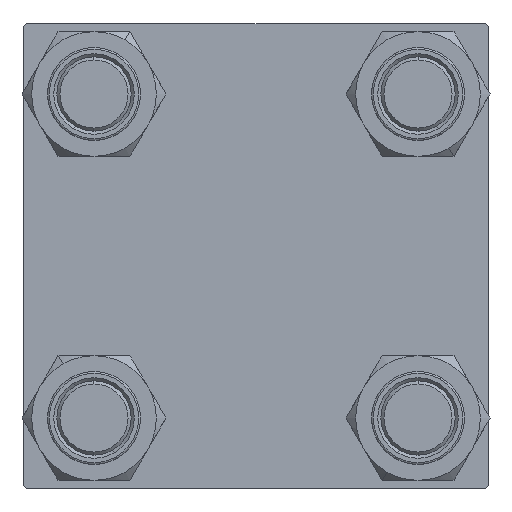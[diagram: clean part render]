
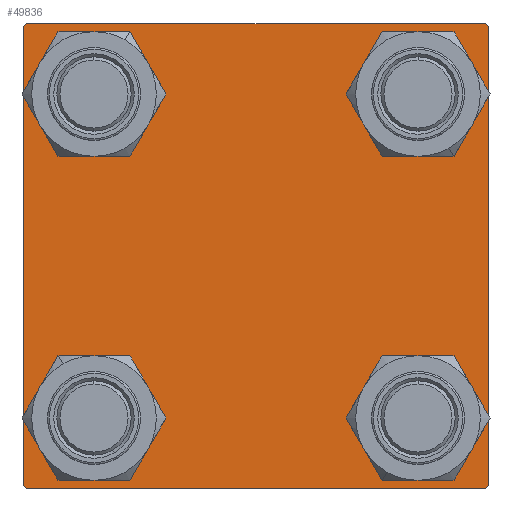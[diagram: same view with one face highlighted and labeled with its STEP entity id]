
A CAD part, left-side view. The second image highlights one B-rep face of the part: STEP entity #49836.
In plain terms, the highlighted planar face has unit normal (-1, 0, 0).
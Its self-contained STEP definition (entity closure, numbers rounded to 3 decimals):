
#271 = ORIENTED_EDGE ( 'NONE', *, *, #24939, .T. ) ;
#454 = DIRECTION ( 'NONE',  ( 0., -0.707, -0.707 ) ) ;
#779 = CARTESIAN_POINT ( 'NONE',  ( 0., -26.15, 19.65 ) ) ;
#962 = CARTESIAN_POINT ( 'NONE',  ( 0., 37.5, -37.5 ) ) ;
#1135 = VERTEX_POINT ( 'NONE', #779 ) ;
#1484 = EDGE_LOOP ( 'NONE', ( #44724, #33435, #23421, #16715, #26775, #32317, #23478, #24366 ) ) ;
#1491 = ORIENTED_EDGE ( 'NONE', *, *, #20842, .T. ) ;
#2133 = VERTEX_POINT ( 'NONE', #42041 ) ;
#2251 = EDGE_CURVE ( 'NONE', #39908, #48070, #18434, .T. ) ;
#2385 = CARTESIAN_POINT ( 'NONE',  ( 0., -37.5, 37. ) ) ;
#2945 = VECTOR ( 'NONE', #5814, 1000. ) ;
#3018 = FACE_BOUND ( 'NONE', #29856, .T. ) ;
#3131 = VECTOR ( 'NONE', #48160, 1000. ) ;
#3268 = CARTESIAN_POINT ( 'NONE',  ( 0., 0., 0. ) ) ;
#3272 = CARTESIAN_POINT ( 'NONE',  ( 0., 37.5, 37.5 ) ) ;
#3700 = EDGE_CURVE ( 'NONE', #32157, #34984, #45893, .T. ) ;
#3737 = CIRCLE ( 'NONE', #6216, 6.5 ) ;
#4056 = DIRECTION ( 'NONE',  ( 0., 0., 1. ) ) ;
#4310 = EDGE_LOOP ( 'NONE', ( #271, #27592 ) ) ;
#4468 = VECTOR ( 'NONE', #40120, 1000. ) ;
#5007 = DIRECTION ( 'NONE',  ( 0., -1., 0. ) ) ;
#5353 = DIRECTION ( 'NONE',  ( 0., 0., 1. ) ) ;
#5814 = DIRECTION ( 'NONE',  ( 0., 0.707, -0.707 ) ) ;
#6216 = AXIS2_PLACEMENT_3D ( 'NONE', #38764, #23264, #16159 ) ;
#7049 = CARTESIAN_POINT ( 'NONE',  ( 0., -26.15, 26.15 ) ) ;
#7107 = CARTESIAN_POINT ( 'NONE',  ( 0., -26.15, -32.65 ) ) ;
#7328 = DIRECTION ( 'NONE',  ( 0., 0., 1. ) ) ;
#7463 = EDGE_CURVE ( 'NONE', #13017, #42414, #20820, .T. ) ;
#7755 = ORIENTED_EDGE ( 'NONE', *, *, #11863, .T. ) ;
#8654 = CARTESIAN_POINT ( 'NONE',  ( 0., -37.25, 37.25 ) ) ;
#9415 = LINE ( 'NONE', #24388, #46163 ) ;
#9466 = CARTESIAN_POINT ( 'NONE',  ( 0., -26.15, 32.65 ) ) ;
#10087 = EDGE_CURVE ( 'NONE', #2133, #15762, #3737, .T. ) ;
#11390 = VERTEX_POINT ( 'NONE', #7107 ) ;
#11863 = EDGE_CURVE ( 'NONE', #1135, #34056, #27305, .T. ) ;
#12035 = DIRECTION ( 'NONE',  ( 0., 0., 1. ) ) ;
#12202 = AXIS2_PLACEMENT_3D ( 'NONE', #30254, #45749, #5353 ) ;
#12881 = EDGE_CURVE ( 'NONE', #15925, #11390, #37875, .T. ) ;
#13017 = VERTEX_POINT ( 'NONE', #2385 ) ;
#13051 = CARTESIAN_POINT ( 'NONE',  ( 0., 26.15, -19.65 ) ) ;
#13397 = LINE ( 'NONE', #40584, #2945 ) ;
#14125 = CARTESIAN_POINT ( 'NONE',  ( 0., -37.5, 37.5 ) ) ;
#14399 = EDGE_LOOP ( 'NONE', ( #21664, #1491 ) ) ;
#14435 = CARTESIAN_POINT ( 'NONE',  ( 0., 26.15, 19.65 ) ) ;
#14437 = EDGE_CURVE ( 'NONE', #44864, #31871, #35725, .T. ) ;
#15381 = CARTESIAN_POINT ( 'NONE',  ( 0., -37., -37.5 ) ) ;
#15510 = EDGE_CURVE ( 'NONE', #13017, #47385, #33163, .T. ) ;
#15762 = VERTEX_POINT ( 'NONE', #13051 ) ;
#15925 = VERTEX_POINT ( 'NONE', #30777 ) ;
#16117 = AXIS2_PLACEMENT_3D ( 'NONE', #42246, #33869, #34865 ) ;
#16159 = DIRECTION ( 'NONE',  ( 0., 0., 1. ) ) ;
#16715 = ORIENTED_EDGE ( 'NONE', *, *, #47429, .T. ) ;
#17389 = AXIS2_PLACEMENT_3D ( 'NONE', #27127, #23580, #4056 ) ;
#18434 = CIRCLE ( 'NONE', #35427, 6.5 ) ;
#19494 = DIRECTION ( 'NONE',  ( 0., 0., -1. ) ) ;
#19497 = VECTOR ( 'NONE', #454, 1000. ) ;
#19557 = CIRCLE ( 'NONE', #43875, 6.5 ) ;
#19738 = LINE ( 'NONE', #35218, #19497 ) ;
#19964 = VECTOR ( 'NONE', #20216, 1000. ) ;
#20216 = DIRECTION ( 'NONE',  ( 0., -1., 0. ) ) ;
#20820 = LINE ( 'NONE', #8654, #4468 ) ;
#20842 = EDGE_CURVE ( 'NONE', #11390, #15925, #27440, .T. ) ;
#21664 = ORIENTED_EDGE ( 'NONE', *, *, #12881, .T. ) ;
#22544 = FACE_BOUND ( 'NONE', #14399, .T. ) ;
#22746 = DIRECTION ( 'NONE',  ( 1., 0., 0. ) ) ;
#22927 = EDGE_LOOP ( 'NONE', ( #24104, #30996 ) ) ;
#23264 = DIRECTION ( 'NONE',  ( 1., 0., 0. ) ) ;
#23266 = DIRECTION ( 'NONE',  ( 0., 0., 1. ) ) ;
#23421 = ORIENTED_EDGE ( 'NONE', *, *, #14437, .T. ) ;
#23478 = ORIENTED_EDGE ( 'NONE', *, *, #36184, .F. ) ;
#23580 = DIRECTION ( 'NONE',  ( 1., 0., 0. ) ) ;
#23709 = CARTESIAN_POINT ( 'NONE',  ( 0., -26.15, -26.15 ) ) ;
#24104 = ORIENTED_EDGE ( 'NONE', *, *, #35457, .T. ) ;
#24366 = ORIENTED_EDGE ( 'NONE', *, *, #35933, .T. ) ;
#24388 = CARTESIAN_POINT ( 'NONE',  ( 0., -37.25, -37.25 ) ) ;
#24697 = CARTESIAN_POINT ( 'NONE',  ( 0., 37.5, -37. ) ) ;
#24939 = EDGE_CURVE ( 'NONE', #15762, #2133, #32490, .T. ) ;
#24962 = VECTOR ( 'NONE', #5007, 1000. ) ;
#25581 = EDGE_CURVE ( 'NONE', #34056, #1135, #19557, .T. ) ;
#26069 = CARTESIAN_POINT ( 'NONE',  ( 0., 37., 37.5 ) ) ;
#26593 = PLANE ( 'NONE',  #49479 ) ;
#26775 = ORIENTED_EDGE ( 'NONE', *, *, #15510, .F. ) ;
#27127 = CARTESIAN_POINT ( 'NONE',  ( 0., 26.15, 26.15 ) ) ;
#27305 = CIRCLE ( 'NONE', #30561, 6.5 ) ;
#27440 = CIRCLE ( 'NONE', #16117, 6.5 ) ;
#27568 = LINE ( 'NONE', #43073, #19964 ) ;
#27592 = ORIENTED_EDGE ( 'NONE', *, *, #10087, .T. ) ;
#28690 = CARTESIAN_POINT ( 'NONE',  ( 0., -37.5, -37. ) ) ;
#28941 = DIRECTION ( 'NONE',  ( 0., -0.707, 0.707 ) ) ;
#29856 = EDGE_LOOP ( 'NONE', ( #32486, #7755 ) ) ;
#30114 = DIRECTION ( 'NONE',  ( 0., 0., 1. ) ) ;
#30254 = CARTESIAN_POINT ( 'NONE',  ( 0., 26.15, -26.15 ) ) ;
#30561 = AXIS2_PLACEMENT_3D ( 'NONE', #7049, #33948, #23266 ) ;
#30777 = CARTESIAN_POINT ( 'NONE',  ( 0., -26.15, -19.65 ) ) ;
#30996 = ORIENTED_EDGE ( 'NONE', *, *, #2251, .T. ) ;
#31569 = DIRECTION ( 'NONE',  ( 1., 0., 0. ) ) ;
#31871 = VERTEX_POINT ( 'NONE', #15381 ) ;
#32157 = VERTEX_POINT ( 'NONE', #35359 ) ;
#32203 = AXIS2_PLACEMENT_3D ( 'NONE', #23709, #31569, #12035 ) ;
#32317 = ORIENTED_EDGE ( 'NONE', *, *, #7463, .T. ) ;
#32486 = ORIENTED_EDGE ( 'NONE', *, *, #25581, .T. ) ;
#32490 = CIRCLE ( 'NONE', #12202, 6.5 ) ;
#32788 = CIRCLE ( 'NONE', #17389, 6.5 ) ;
#33163 = LINE ( 'NONE', #14125, #3131 ) ;
#33435 = ORIENTED_EDGE ( 'NONE', *, *, #49884, .T. ) ;
#33642 = VERTEX_POINT ( 'NONE', #26069 ) ;
#33869 = DIRECTION ( 'NONE',  ( 1., 0., 0. ) ) ;
#33948 = DIRECTION ( 'NONE',  ( 1., 0., 0. ) ) ;
#34056 = VERTEX_POINT ( 'NONE', #9466 ) ;
#34865 = DIRECTION ( 'NONE',  ( 0., 0., 1. ) ) ;
#34984 = VERTEX_POINT ( 'NONE', #24697 ) ;
#35218 = CARTESIAN_POINT ( 'NONE',  ( 0., 37.25, -37.25 ) ) ;
#35359 = CARTESIAN_POINT ( 'NONE',  ( 0., 37.5, 37. ) ) ;
#35427 = AXIS2_PLACEMENT_3D ( 'NONE', #38485, #22746, #30114 ) ;
#35457 = EDGE_CURVE ( 'NONE', #48070, #39908, #32788, .T. ) ;
#35725 = LINE ( 'NONE', #962, #24962 ) ;
#35933 = EDGE_CURVE ( 'NONE', #33642, #32157, #13397, .T. ) ;
#36184 = EDGE_CURVE ( 'NONE', #33642, #42414, #27568, .T. ) ;
#36980 = CARTESIAN_POINT ( 'NONE',  ( 0., 37., -37.5 ) ) ;
#37875 = CIRCLE ( 'NONE', #32203, 6.5 ) ;
#38043 = FACE_BOUND ( 'NONE', #4310, .T. ) ;
#38485 = CARTESIAN_POINT ( 'NONE',  ( 0., 26.15, 26.15 ) ) ;
#38565 = CARTESIAN_POINT ( 'NONE',  ( 0., -26.15, 26.15 ) ) ;
#38764 = CARTESIAN_POINT ( 'NONE',  ( 0., 26.15, -26.15 ) ) ;
#39908 = VERTEX_POINT ( 'NONE', #14435 ) ;
#40120 = DIRECTION ( 'NONE',  ( 0., 0.707, 0.707 ) ) ;
#40584 = CARTESIAN_POINT ( 'NONE',  ( 0., 37.25, 37.25 ) ) ;
#42041 = CARTESIAN_POINT ( 'NONE',  ( 0., 26.15, -32.65 ) ) ;
#42092 = DIRECTION ( 'NONE',  ( -1., 0., 0. ) ) ;
#42246 = CARTESIAN_POINT ( 'NONE',  ( 0., -26.15, -26.15 ) ) ;
#42414 = VERTEX_POINT ( 'NONE', #43110 ) ;
#43073 = CARTESIAN_POINT ( 'NONE',  ( 0., 37.5, 37.5 ) ) ;
#43110 = CARTESIAN_POINT ( 'NONE',  ( 0., -37., 37.5 ) ) ;
#43579 = VECTOR ( 'NONE', #19494, 1000. ) ;
#43875 = AXIS2_PLACEMENT_3D ( 'NONE', #38565, #49265, #45924 ) ;
#44724 = ORIENTED_EDGE ( 'NONE', *, *, #3700, .T. ) ;
#44864 = VERTEX_POINT ( 'NONE', #36980 ) ;
#45749 = DIRECTION ( 'NONE',  ( 1., 0., 0. ) ) ;
#45891 = FACE_OUTER_BOUND ( 'NONE', #1484, .T. ) ;
#45893 = LINE ( 'NONE', #3272, #43579 ) ;
#45924 = DIRECTION ( 'NONE',  ( 0., 0., 1. ) ) ;
#46163 = VECTOR ( 'NONE', #28941, 1000. ) ;
#47130 = CARTESIAN_POINT ( 'NONE',  ( 0., 26.15, 32.65 ) ) ;
#47385 = VERTEX_POINT ( 'NONE', #28690 ) ;
#47429 = EDGE_CURVE ( 'NONE', #31871, #47385, #9415, .T. ) ;
#48070 = VERTEX_POINT ( 'NONE', #47130 ) ;
#48160 = DIRECTION ( 'NONE',  ( 0., 0., -1. ) ) ;
#49265 = DIRECTION ( 'NONE',  ( 1., 0., 0. ) ) ;
#49479 = AXIS2_PLACEMENT_3D ( 'NONE', #3268, #42092, #7328 ) ;
#49712 = FACE_BOUND ( 'NONE', #22927, .T. ) ;
#49836 = ADVANCED_FACE ( 'NONE', ( #3018, #22544, #38043, #49712, #45891 ), #26593, .T. ) ;
#49884 = EDGE_CURVE ( 'NONE', #34984, #44864, #19738, .T. ) ;
